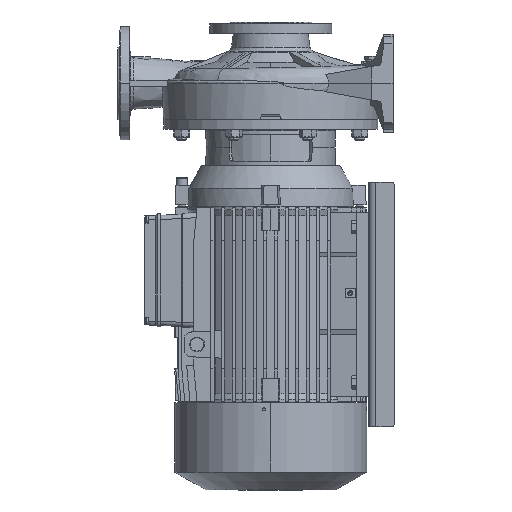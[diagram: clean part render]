
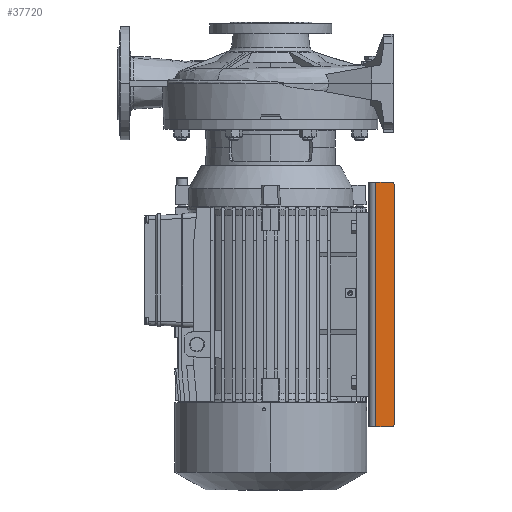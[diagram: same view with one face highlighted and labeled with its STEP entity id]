
A CAD part, left-side view. The second image highlights one B-rep face of the part: STEP entity #37720.
In plain terms, the highlighted planar face has unit normal (-1, 0, 0).
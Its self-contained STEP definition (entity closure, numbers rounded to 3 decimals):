
#5173 = CARTESIAN_POINT ( 'NONE',  ( -172., -155.8, -602. ) ) ;
#5932 = DIRECTION ( 'NONE',  ( 0., 1., 0. ) ) ;
#9058 = CARTESIAN_POINT ( 'NONE',  ( -172., -202., -167. ) ) ;
#9893 = VERTEX_POINT ( 'NONE', #44063 ) ;
#13995 = VECTOR ( 'NONE', #51532, 1000. ) ;
#16664 = DIRECTION ( 'NONE',  ( 0., 0., 1. ) ) ;
#20025 = ORIENTED_EDGE ( 'NONE', *, *, #38568, .T. ) ;
#23026 = EDGE_CURVE ( 'NONE', #9893, #63566, #97580, .T. ) ;
#25620 = CARTESIAN_POINT ( 'NONE',  ( -172., -197., -562. ) ) ;
#30646 = CIRCLE ( 'NONE', #116427, 5. ) ;
#31224 = PLANE ( 'NONE',  #108306 ) ;
#34267 = VECTOR ( 'NONE', #70890, 1000. ) ;
#35693 = CARTESIAN_POINT ( 'NONE',  ( -172., -172., -562. ) ) ;
#37720 = ADVANCED_FACE ( 'NONE', ( #136327 ), #31224, .F. ) ;
#38568 = EDGE_CURVE ( 'NONE', #148382, #100015, #151428, .T. ) ;
#39018 = VECTOR ( 'NONE', #48691, 1000. ) ;
#44063 = CARTESIAN_POINT ( 'NONE',  ( -172., -197., -162. ) ) ;
#44808 = DIRECTION ( 'NONE',  ( 0., 1., 0. ) ) ;
#47094 = CIRCLE ( 'NONE', #61759, 5. ) ;
#48691 = DIRECTION ( 'NONE',  ( 0., -1., 0. ) ) ;
#51532 = DIRECTION ( 'NONE',  ( 0., 1., 0. ) ) ;
#61759 = AXIS2_PLACEMENT_3D ( 'NONE', #140662, #149892, #44808 ) ;
#63210 = CARTESIAN_POINT ( 'NONE',  ( -172., -184.5, -562. ) ) ;
#63566 = VERTEX_POINT ( 'NONE', #77443 ) ;
#68268 = VECTOR ( 'NONE', #16664, 1000. ) ;
#70890 = DIRECTION ( 'NONE',  ( 0., 0., 1. ) ) ;
#73523 = ORIENTED_EDGE ( 'NONE', *, *, #23026, .T. ) ;
#77443 = CARTESIAN_POINT ( 'NONE',  ( -172., -172., -162. ) ) ;
#78061 = DIRECTION ( 'NONE',  ( 1., 0., 0. ) ) ;
#89741 = ORIENTED_EDGE ( 'NONE', *, *, #116785, .F. ) ;
#97580 = LINE ( 'NONE', #134344, #13995 ) ;
#98096 = ORIENTED_EDGE ( 'NONE', *, *, #108304, .F. ) ;
#100015 = VERTEX_POINT ( 'NONE', #9058 ) ;
#100624 = EDGE_CURVE ( 'NONE', #110566, #133688, #120764, .T. ) ;
#101955 = EDGE_CURVE ( 'NONE', #110566, #63566, #144769, .T. ) ;
#102636 = EDGE_LOOP ( 'NONE', ( #125602, #89741, #20025, #98096, #73523, #112197 ) ) ;
#106474 = CARTESIAN_POINT ( 'NONE',  ( -172., -197., -557. ) ) ;
#107213 = DIRECTION ( 'NONE',  ( 1., 0., 0. ) ) ;
#108304 = EDGE_CURVE ( 'NONE', #9893, #100015, #47094, .T. ) ;
#108306 = AXIS2_PLACEMENT_3D ( 'NONE', #5173, #78061, #5932 ) ;
#110566 = VERTEX_POINT ( 'NONE', #35693 ) ;
#112197 = ORIENTED_EDGE ( 'NONE', *, *, #101955, .F. ) ;
#116427 = AXIS2_PLACEMENT_3D ( 'NONE', #106474, #107213, #128742 ) ;
#116785 = EDGE_CURVE ( 'NONE', #148382, #133688, #30646, .T. ) ;
#120764 = LINE ( 'NONE', #63210, #39018 ) ;
#125602 = ORIENTED_EDGE ( 'NONE', *, *, #100624, .T. ) ;
#128742 = DIRECTION ( 'NONE',  ( 0., 0., -1. ) ) ;
#132524 = CARTESIAN_POINT ( 'NONE',  ( -172., -172., -162. ) ) ;
#133688 = VERTEX_POINT ( 'NONE', #25620 ) ;
#134344 = CARTESIAN_POINT ( 'NONE',  ( -172., -184.5, -162. ) ) ;
#136327 = FACE_OUTER_BOUND ( 'NONE', #102636, .T. ) ;
#140662 = CARTESIAN_POINT ( 'NONE',  ( -172., -197., -167. ) ) ;
#141806 = CARTESIAN_POINT ( 'NONE',  ( -172., -202., -557. ) ) ;
#142917 = CARTESIAN_POINT ( 'NONE',  ( -172., -202., -362. ) ) ;
#144769 = LINE ( 'NONE', #132524, #68268 ) ;
#148382 = VERTEX_POINT ( 'NONE', #141806 ) ;
#149892 = DIRECTION ( 'NONE',  ( 1., 0., 0. ) ) ;
#151428 = LINE ( 'NONE', #142917, #34267 ) ;
